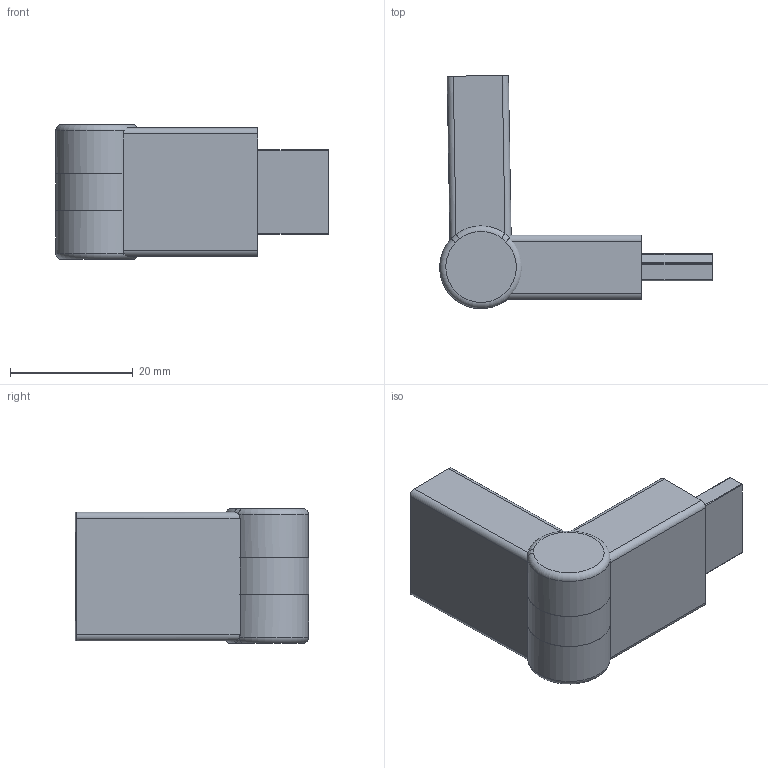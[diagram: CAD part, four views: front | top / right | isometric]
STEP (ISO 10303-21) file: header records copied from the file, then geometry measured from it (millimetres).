
FILE_DESCRIPTION (( 'STEP AP203' ), '1' );
FILE_NAME ('HDMI90.STEP', '2021-03-19T00:24:41', ( '' ), ( '' ), 'SwSTEP 2.0', 'SolidWorks 2020', '' );
FILE_SCHEMA (( 'CONFIG_CONTROL_DESIGN' ));
Length unit declared in the file: millimetre
Products named in the file (3): HDMI90; Female HDMI; Male HDMI
Assembly tree (2 placements, depth 2):
  HDMI90
    Male HDMI
    Female HDMI
Bounding box: 44.5 x 38.08 x 22 mm (x, y, z)
Volume: 12381.8 mm3; surface area: 7232.9 mm2
Topology: 2 solids, 3 shells, 212 faces, 576 edges, 373 vertices
Faces by surface type: plane 117, cylinder 73, torus 18, bspline 4
Entity records: 7118 total; most frequent: CARTESIAN_POINT 1368, ORIENTED_EDGE 1152, DIRECTION 1151, EDGE_CURVE 576, AXIS2_PLACEMENT_3D 386, LINE 379, VECTOR 379, VERTEX_POINT 373
